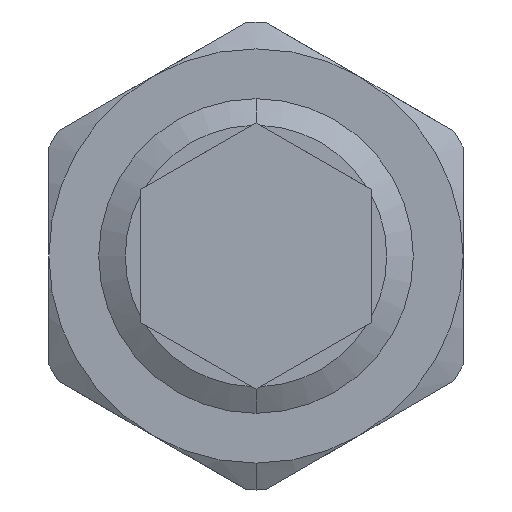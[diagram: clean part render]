
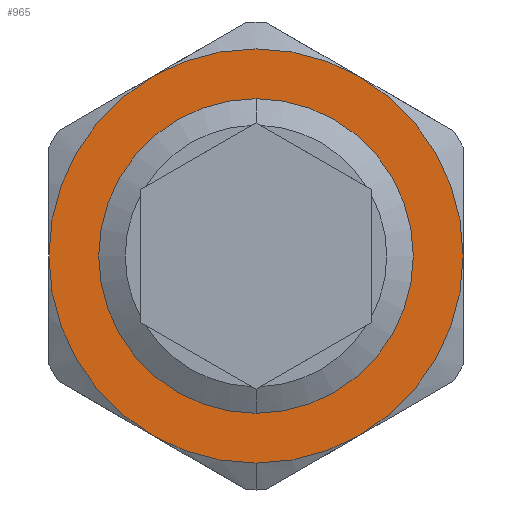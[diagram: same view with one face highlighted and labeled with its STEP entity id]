
A CAD part, left-side view. The second image highlights one B-rep face of the part: STEP entity #965.
In plain terms, the highlighted planar face has unit normal (-1, 0, 0).
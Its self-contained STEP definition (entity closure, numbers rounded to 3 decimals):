
#150 = CARTESIAN_POINT ( 'NONE',  ( 0., 0., 0. ) ) ;
#197 = DIRECTION ( 'NONE',  ( -1., 0., 0. ) ) ;
#268 = CARTESIAN_POINT ( 'NONE',  ( 0., -6.75, -11.691 ) ) ;
#269 = EDGE_CURVE ( 'NONE', #2812, #345, #422, .T. ) ;
#294 = AXIS2_PLACEMENT_3D ( 'NONE', #670, #3750, #2758 ) ;
#308 = DIRECTION ( 'NONE',  ( 0., 0., 1. ) ) ;
#323 = EDGE_CURVE ( 'NONE', #1826, #3575, #2912, .T. ) ;
#343 = EDGE_CURVE ( 'NONE', #2953, #2202, #1733, .T. ) ;
#345 = VERTEX_POINT ( 'NONE', #1986 ) ;
#350 = CIRCLE ( 'NONE', #873, 13.5 ) ;
#388 = AXIS2_PLACEMENT_3D ( 'NONE', #150, #3632, #861 ) ;
#413 = AXIS2_PLACEMENT_3D ( 'NONE', #3467, #1325, #3742 ) ;
#422 = CIRCLE ( 'NONE', #1599, 10.25 ) ;
#447 = DIRECTION ( 'NONE',  ( 0., 0., 1. ) ) ;
#502 = CARTESIAN_POINT ( 'NONE',  ( 0., 0., 0. ) ) ;
#586 = DIRECTION ( 'NONE',  ( 0., 0., 1. ) ) ;
#670 = CARTESIAN_POINT ( 'NONE',  ( 0., 13.5, 0. ) ) ;
#726 = DIRECTION ( 'NONE',  ( -1., 0., 0. ) ) ;
#848 = AXIS2_PLACEMENT_3D ( 'NONE', #2254, #2122, #3153 ) ;
#861 = DIRECTION ( 'NONE',  ( 0., 0., 1. ) ) ;
#873 = AXIS2_PLACEMENT_3D ( 'NONE', #1294, #3662, #308 ) ;
#890 = CIRCLE ( 'NONE', #848, 13.5 ) ;
#896 = DIRECTION ( 'NONE',  ( 1., 0., 0. ) ) ;
#907 = EDGE_CURVE ( 'NONE', #3575, #2953, #1066, .T. ) ;
#947 = CARTESIAN_POINT ( 'NONE',  ( 0., -6.75, 11.691 ) ) ;
#965 = ADVANCED_FACE ( 'NONE', ( #1932, #1840 ), #2753, .F. ) ;
#1026 = EDGE_CURVE ( 'NONE', #1355, #1309, #2140, .T. ) ;
#1066 = CIRCLE ( 'NONE', #1179, 13.5 ) ;
#1126 = EDGE_CURVE ( 'NONE', #1309, #1448, #350, .T. ) ;
#1179 = AXIS2_PLACEMENT_3D ( 'NONE', #2764, #726, #447 ) ;
#1183 = ORIENTED_EDGE ( 'NONE', *, *, #1126, .T. ) ;
#1187 = CARTESIAN_POINT ( 'NONE',  ( 0., 0., 10.25 ) ) ;
#1224 = ORIENTED_EDGE ( 'NONE', *, *, #3610, .T. ) ;
#1294 = CARTESIAN_POINT ( 'NONE',  ( 0., 0., 0. ) ) ;
#1309 = VERTEX_POINT ( 'NONE', #2773 ) ;
#1325 = DIRECTION ( 'NONE',  ( 1., 0., 0. ) ) ;
#1355 = VERTEX_POINT ( 'NONE', #947 ) ;
#1360 = DIRECTION ( 'NONE',  ( 0., 0., 1. ) ) ;
#1415 = AXIS2_PLACEMENT_3D ( 'NONE', #3379, #3415, #1360 ) ;
#1443 = ORIENTED_EDGE ( 'NONE', *, *, #343, .T. ) ;
#1448 = VERTEX_POINT ( 'NONE', #3203 ) ;
#1460 = CARTESIAN_POINT ( 'NONE',  ( 0., -13.5, 0. ) ) ;
#1515 = ORIENTED_EDGE ( 'NONE', *, *, #1026, .T. ) ;
#1599 = AXIS2_PLACEMENT_3D ( 'NONE', #2217, #896, #2809 ) ;
#1694 = EDGE_LOOP ( 'NONE', ( #1183, #3597, #2062, #3543, #1443, #1224, #1515 ) ) ;
#1733 = CIRCLE ( 'NONE', #1415, 13.5 ) ;
#1763 = CIRCLE ( 'NONE', #413, 10.25 ) ;
#1826 = VERTEX_POINT ( 'NONE', #3412 ) ;
#1840 = FACE_OUTER_BOUND ( 'NONE', #1694, .T. ) ;
#1895 = EDGE_CURVE ( 'NONE', #345, #2812, #1763, .T. ) ;
#1932 = FACE_BOUND ( 'NONE', #3559, .T. ) ;
#1986 = CARTESIAN_POINT ( 'NONE',  ( 0., 0., -10.25 ) ) ;
#2062 = ORIENTED_EDGE ( 'NONE', *, *, #323, .T. ) ;
#2094 = CARTESIAN_POINT ( 'NONE',  ( 0., 0., -13.5 ) ) ;
#2122 = DIRECTION ( 'NONE',  ( -1., 0., 0. ) ) ;
#2140 = CIRCLE ( 'NONE', #388, 13.5 ) ;
#2202 = VERTEX_POINT ( 'NONE', #1460 ) ;
#2217 = CARTESIAN_POINT ( 'NONE',  ( 0., 0., 0. ) ) ;
#2254 = CARTESIAN_POINT ( 'NONE',  ( 0., 0., 0. ) ) ;
#2392 = DIRECTION ( 'NONE',  ( 0., 0., 1. ) ) ;
#2417 = ORIENTED_EDGE ( 'NONE', *, *, #269, .T. ) ;
#2638 = CARTESIAN_POINT ( 'NONE',  ( 0., 0., 0. ) ) ;
#2753 = PLANE ( 'NONE',  #294 ) ;
#2758 = DIRECTION ( 'NONE',  ( 0., 0., -1. ) ) ;
#2764 = CARTESIAN_POINT ( 'NONE',  ( 0., 0., 0. ) ) ;
#2773 = CARTESIAN_POINT ( 'NONE',  ( 0., 6.75, 11.691 ) ) ;
#2809 = DIRECTION ( 'NONE',  ( 0., 0., -1. ) ) ;
#2812 = VERTEX_POINT ( 'NONE', #1187 ) ;
#2912 = CIRCLE ( 'NONE', #3124, 13.5 ) ;
#2953 = VERTEX_POINT ( 'NONE', #268 ) ;
#3048 = AXIS2_PLACEMENT_3D ( 'NONE', #502, #197, #586 ) ;
#3083 = ORIENTED_EDGE ( 'NONE', *, *, #1895, .T. ) ;
#3124 = AXIS2_PLACEMENT_3D ( 'NONE', #2638, #3683, #2392 ) ;
#3153 = DIRECTION ( 'NONE',  ( 0., 0., 1. ) ) ;
#3203 = CARTESIAN_POINT ( 'NONE',  ( 0., 13.5, 0. ) ) ;
#3233 = CIRCLE ( 'NONE', #3048, 13.5 ) ;
#3379 = CARTESIAN_POINT ( 'NONE',  ( 0., 0., 0. ) ) ;
#3412 = CARTESIAN_POINT ( 'NONE',  ( 0., 6.75, -11.691 ) ) ;
#3415 = DIRECTION ( 'NONE',  ( -1., 0., 0. ) ) ;
#3467 = CARTESIAN_POINT ( 'NONE',  ( 0., 0., 0. ) ) ;
#3497 = EDGE_CURVE ( 'NONE', #1448, #1826, #3233, .T. ) ;
#3543 = ORIENTED_EDGE ( 'NONE', *, *, #907, .T. ) ;
#3559 = EDGE_LOOP ( 'NONE', ( #2417, #3083 ) ) ;
#3575 = VERTEX_POINT ( 'NONE', #2094 ) ;
#3597 = ORIENTED_EDGE ( 'NONE', *, *, #3497, .T. ) ;
#3610 = EDGE_CURVE ( 'NONE', #2202, #1355, #890, .T. ) ;
#3632 = DIRECTION ( 'NONE',  ( -1., 0., 0. ) ) ;
#3662 = DIRECTION ( 'NONE',  ( -1., 0., 0. ) ) ;
#3683 = DIRECTION ( 'NONE',  ( -1., 0., 0. ) ) ;
#3742 = DIRECTION ( 'NONE',  ( 0., 0., -1. ) ) ;
#3750 = DIRECTION ( 'NONE',  ( 1., 0., 0. ) ) ;
